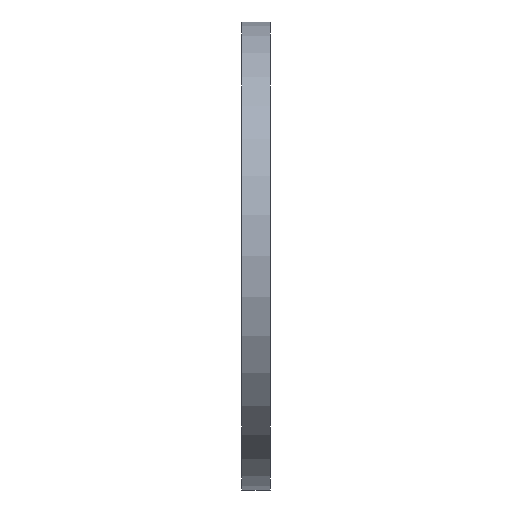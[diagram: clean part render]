
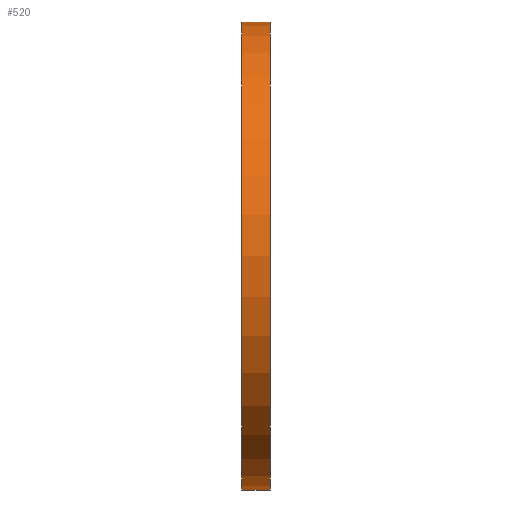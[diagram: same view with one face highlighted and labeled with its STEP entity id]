
A CAD part, left-side view. The second image highlights one B-rep face of the part: STEP entity #520.
In plain terms, the highlighted cylindrical face has radius 50 mm (diameter 100 mm), a partial arc.
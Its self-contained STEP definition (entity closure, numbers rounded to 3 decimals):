
#63 = CARTESIAN_POINT ( 'NONE',  ( 0., 6., 0. ) ) ;
#520 = ADVANCED_FACE ( 'NONE', ( #601 ), #9608, .T. ) ;
#601 = FACE_OUTER_BOUND ( 'NONE', #4854, .T. ) ;
#741 = DIRECTION ( 'NONE',  ( 0., 0., 1. ) ) ;
#1686 = ORIENTED_EDGE ( 'NONE', *, *, #1895, .T. ) ;
#1895 = EDGE_CURVE ( 'NONE', #7351, #6809, #7698, .T. ) ;
#1977 = VERTEX_POINT ( 'NONE', #8803 ) ;
#2048 = DIRECTION ( 'NONE',  ( 0., -1., 0. ) ) ;
#2563 = VECTOR ( 'NONE', #7744, 1000. ) ;
#2760 = ORIENTED_EDGE ( 'NONE', *, *, #9394, .F. ) ;
#2956 = CARTESIAN_POINT ( 'NONE',  ( 0., 6., -50. ) ) ;
#3160 = DIRECTION ( 'NONE',  ( 0., 0., -1. ) ) ;
#3553 = AXIS2_PLACEMENT_3D ( 'NONE', #63, #3983, #3160 ) ;
#3737 = VECTOR ( 'NONE', #2048, 1000. ) ;
#3983 = DIRECTION ( 'NONE',  ( 0., -1., 0. ) ) ;
#4098 = CIRCLE ( 'NONE', #4781, 50. ) ;
#4238 = LINE ( 'NONE', #5130, #3737 ) ;
#4781 = AXIS2_PLACEMENT_3D ( 'NONE', #9557, #8512, #9274 ) ;
#4854 = EDGE_LOOP ( 'NONE', ( #5492, #2760, #1686, #8090 ) ) ;
#4899 = CARTESIAN_POINT ( 'NONE',  ( 0., 0., -50. ) ) ;
#5130 = CARTESIAN_POINT ( 'NONE',  ( 0., 6., 50. ) ) ;
#5397 = CARTESIAN_POINT ( 'NONE',  ( 0., 6., -50. ) ) ;
#5492 = ORIENTED_EDGE ( 'NONE', *, *, #8388, .F. ) ;
#5531 = AXIS2_PLACEMENT_3D ( 'NONE', #6976, #7011, #741 ) ;
#5750 = EDGE_CURVE ( 'NONE', #6809, #5905, #8516, .T. ) ;
#5905 = VERTEX_POINT ( 'NONE', #8930 ) ;
#6809 = VERTEX_POINT ( 'NONE', #4899 ) ;
#6976 = CARTESIAN_POINT ( 'NONE',  ( 0., 0., 0. ) ) ;
#7011 = DIRECTION ( 'NONE',  ( 0., 1., 0. ) ) ;
#7351 = VERTEX_POINT ( 'NONE', #2956 ) ;
#7698 = LINE ( 'NONE', #5397, #2563 ) ;
#7744 = DIRECTION ( 'NONE',  ( 0., -1., 0. ) ) ;
#8090 = ORIENTED_EDGE ( 'NONE', *, *, #5750, .T. ) ;
#8388 = EDGE_CURVE ( 'NONE', #1977, #5905, #4238, .T. ) ;
#8512 = DIRECTION ( 'NONE',  ( 0., 1., 0. ) ) ;
#8516 = CIRCLE ( 'NONE', #5531, 50. ) ;
#8803 = CARTESIAN_POINT ( 'NONE',  ( 0., 6., 50. ) ) ;
#8930 = CARTESIAN_POINT ( 'NONE',  ( 0., 0., 50. ) ) ;
#9274 = DIRECTION ( 'NONE',  ( 0., 0., 1. ) ) ;
#9394 = EDGE_CURVE ( 'NONE', #7351, #1977, #4098, .T. ) ;
#9557 = CARTESIAN_POINT ( 'NONE',  ( 0., 6., 0. ) ) ;
#9608 = CYLINDRICAL_SURFACE ( 'NONE', #3553, 50. ) ;
